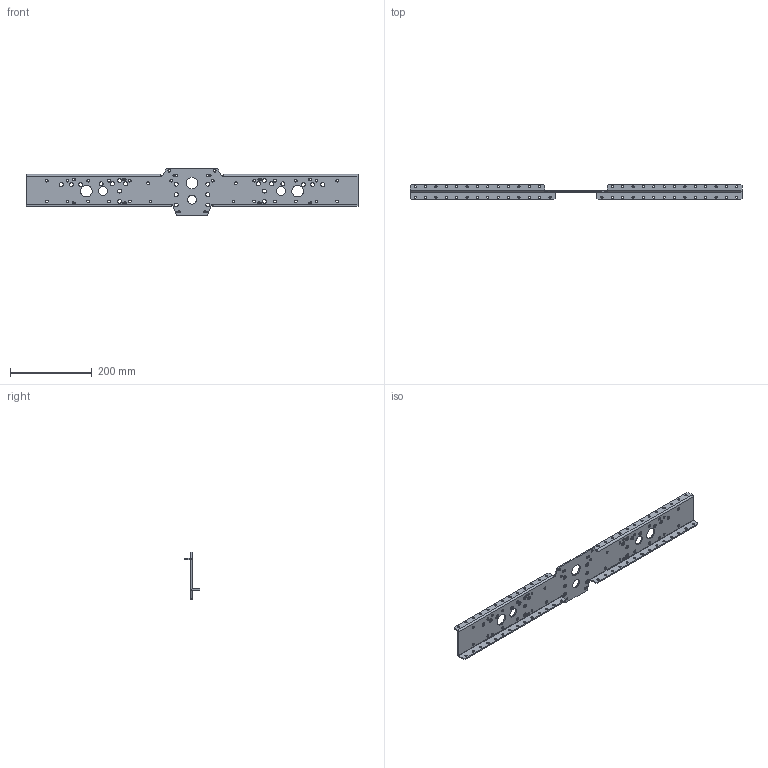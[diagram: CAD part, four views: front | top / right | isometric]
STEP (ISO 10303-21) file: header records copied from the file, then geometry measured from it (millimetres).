
FILE_DESCRIPTION (( 'STEP AP214' ), '1' );
FILE_NAME ('am-3922 AM14U4 Inside Plate.STEP', '2018-12-17T16:36:55', ( '' ), ( '' ), 'SwSTEP 2.0', 'SolidWorks 2018', '' );
FILE_SCHEMA (( 'AUTOMOTIVE_DESIGN' ));
Length unit declared in the file: inch
Products named in the file (1): am-3922 AM14U4 Inside Plate
Bounding box: 812.8 x 38.1 x 116.33 mm (x, y, z)
Volume: 261306.7 mm3; surface area: 180493.1 mm2
Topology: 1 solids, 1 shells, 198 faces, 658 edges, 462 vertices
Faces by surface type: cylinder 152, plane 46
Full cylindrical faces by diameter (mm): 3.572 x8, 4.064 x4, 5.105 x12, 5.334 x54, 6.706 x2, 6.756 x26, 9.525 x12, 9.652 x12, 22.225 x3, 28.575 x3
Entity records: 6484 total; most frequent: DIRECTION 1130, CARTESIAN_POINT 995, ORIENTED_EDGE 856, EDGE_LOOP 606, AXIS2_PLACEMENT_3D 503, EDGE_CURVE 428, VERTEX_POINT 368, FACE_OUTER_BOUND 334
